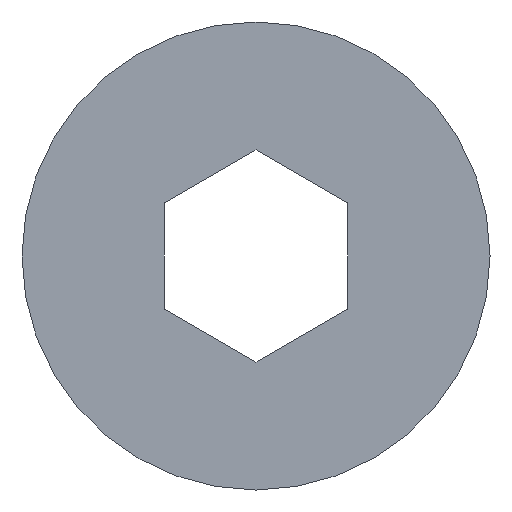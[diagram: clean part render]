
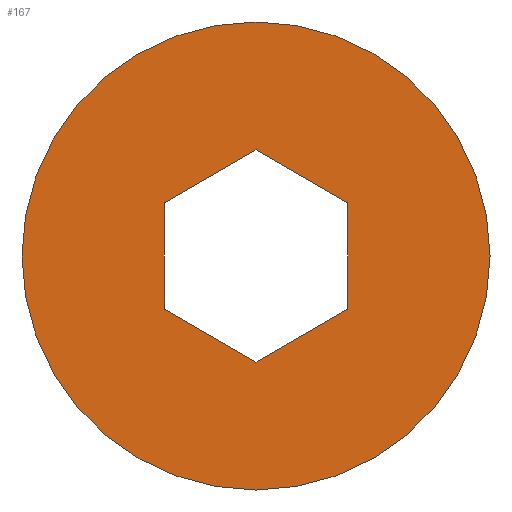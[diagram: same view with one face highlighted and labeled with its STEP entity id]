
A CAD part, front view. The second image highlights one B-rep face of the part: STEP entity #167.
In plain terms, the highlighted planar face has unit normal (0, -1, 0).
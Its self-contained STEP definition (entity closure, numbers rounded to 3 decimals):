
#16=FACE_BOUND('',#39,.T.);
#19=CIRCLE('',#179,10.);
#28=FACE_OUTER_BOUND('',#38,.T.);
#38=EDGE_LOOP('',(#138));
#39=EDGE_LOOP('',(#139,#140,#141,#142,#143,#144));
#42=LINE('',#228,#60);
#46=LINE('',#236,#64);
#49=LINE('',#242,#67);
#52=LINE('',#248,#70);
#55=LINE('',#254,#73);
#58=LINE('',#259,#76);
#60=VECTOR('',#186,4.532);
#64=VECTOR('',#192,4.532);
#67=VECTOR('',#197,4.532);
#70=VECTOR('',#202,4.532);
#73=VECTOR('',#207,4.532);
#76=VECTOR('',#212,4.532);
#78=VERTEX_POINT('',#226);
#79=VERTEX_POINT('',#227);
#82=VERTEX_POINT('',#235);
#84=VERTEX_POINT('',#241);
#86=VERTEX_POINT('',#247);
#88=VERTEX_POINT('',#253);
#91=VERTEX_POINT('',#264);
#92=EDGE_CURVE('',#78,#79,#42,.T.);
#96=EDGE_CURVE('',#82,#78,#46,.T.);
#99=EDGE_CURVE('',#84,#82,#49,.T.);
#102=EDGE_CURVE('',#86,#84,#52,.T.);
#105=EDGE_CURVE('',#88,#86,#55,.T.);
#108=EDGE_CURVE('',#79,#88,#58,.T.);
#111=EDGE_CURVE('',#91,#91,#19,.T.);
#138=ORIENTED_EDGE('',*,*,#111,.T.);
#139=ORIENTED_EDGE('',*,*,#92,.T.);
#140=ORIENTED_EDGE('',*,*,#108,.T.);
#141=ORIENTED_EDGE('',*,*,#105,.T.);
#142=ORIENTED_EDGE('',*,*,#102,.T.);
#143=ORIENTED_EDGE('',*,*,#99,.T.);
#144=ORIENTED_EDGE('',*,*,#96,.T.);
#158=PLANE('',#180);
#167=ADVANCED_FACE('',(#28,#16),#158,.F.);
#179=AXIS2_PLACEMENT_3D('',#265,#218,#219);
#180=AXIS2_PLACEMENT_3D('',#266,#220,#221);
#186=DIRECTION('',(0.,0.,-1.));
#192=DIRECTION('',(0.866,0.,-0.5));
#197=DIRECTION('',(0.866,0.,0.5));
#202=DIRECTION('',(0.,0.,1.));
#207=DIRECTION('',(-0.866,0.,0.5));
#212=DIRECTION('',(-0.866,0.,-0.5));
#218=DIRECTION('center_axis',(0.,-1.,0.));
#219=DIRECTION('ref_axis',(1.,0.,0.));
#220=DIRECTION('center_axis',(0.,1.,0.));
#221=DIRECTION('ref_axis',(0.,0.,1.));
#226=CARTESIAN_POINT('',(3.925,0.,2.266));
#227=CARTESIAN_POINT('',(3.925,0.,-2.266));
#228=CARTESIAN_POINT('',(3.925,0.,1.133));
#235=CARTESIAN_POINT('',(0.,0.,4.532));
#236=CARTESIAN_POINT('',(0.981,0.,3.966));
#241=CARTESIAN_POINT('',(-3.925,0.,2.266));
#242=CARTESIAN_POINT('',(-2.944,0.,2.833));
#247=CARTESIAN_POINT('',(-3.925,0.,-2.266));
#248=CARTESIAN_POINT('',(-3.925,0.,-1.133));
#253=CARTESIAN_POINT('',(0.,0.,-4.532));
#254=CARTESIAN_POINT('',(-0.981,0.,-3.966));
#259=CARTESIAN_POINT('',(2.944,0.,-2.833));
#264=CARTESIAN_POINT('',(-10.,0.,0.));
#265=CARTESIAN_POINT('Origin',(0.,0.,0.));
#266=CARTESIAN_POINT('Origin',(0.,0.,0.));
